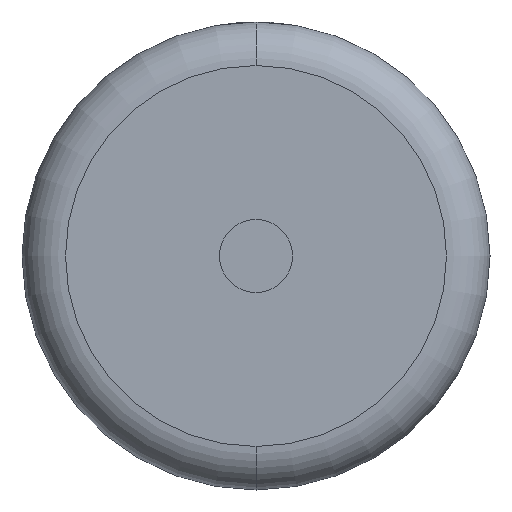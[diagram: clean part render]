
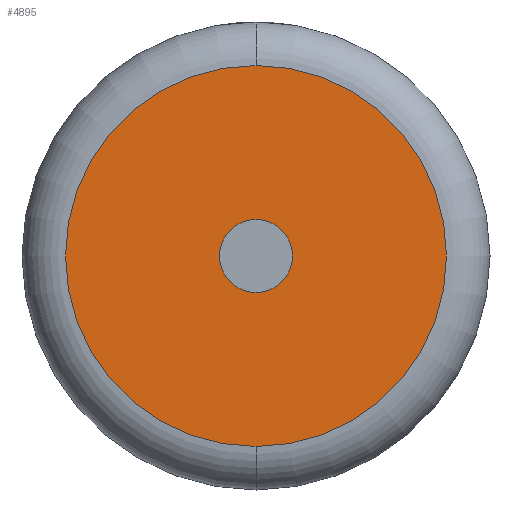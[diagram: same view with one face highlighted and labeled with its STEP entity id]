
A CAD part, front view. The second image highlights one B-rep face of the part: STEP entity #4895.
In plain terms, the highlighted planar face has unit normal (0, -1, 0).
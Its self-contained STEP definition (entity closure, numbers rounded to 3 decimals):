
#15 = CIRCLE ( 'NONE', #2484, 31.339 ) ;
#97 = EDGE_CURVE ( 'NONE', #4355, #2291, #3217, .T. ) ;
#132 = DIRECTION ( 'NONE',  ( 0., 0., 1. ) ) ;
#212 = ORIENTED_EDGE ( 'NONE', *, *, #2964, .F. ) ;
#322 = EDGE_CURVE ( 'NONE', #1705, #1511, #4465, .T. ) ;
#352 = AXIS2_PLACEMENT_3D ( 'NONE', #4431, #2535, #2941 ) ;
#459 = DIRECTION ( 'NONE',  ( 0., -1., 0. ) ) ;
#579 = FACE_BOUND ( 'NONE', #1581, .T. ) ;
#801 = EDGE_LOOP ( 'NONE', ( #4433, #3700 ) ) ;
#963 = CARTESIAN_POINT ( 'NONE',  ( 0., 0., 0. ) ) ;
#1026 = CARTESIAN_POINT ( 'NONE',  ( 0., 0., 0. ) ) ;
#1328 = DIRECTION ( 'NONE',  ( 0., -1., 0. ) ) ;
#1401 = CARTESIAN_POINT ( 'NONE',  ( 0., 0., 6. ) ) ;
#1511 = VERTEX_POINT ( 'NONE', #1638 ) ;
#1581 = EDGE_LOOP ( 'NONE', ( #1850, #212 ) ) ;
#1638 = CARTESIAN_POINT ( 'NONE',  ( 0., 0., 31.339 ) ) ;
#1705 = VERTEX_POINT ( 'NONE', #3597 ) ;
#1850 = ORIENTED_EDGE ( 'NONE', *, *, #97, .F. ) ;
#2126 = EDGE_CURVE ( 'NONE', #1511, #1705, #15, .T. ) ;
#2267 = AXIS2_PLACEMENT_3D ( 'NONE', #1026, #4471, #4834 ) ;
#2291 = VERTEX_POINT ( 'NONE', #4480 ) ;
#2484 = AXIS2_PLACEMENT_3D ( 'NONE', #4747, #1328, #3629 ) ;
#2535 = DIRECTION ( 'NONE',  ( 0., 1., 0. ) ) ;
#2878 = DIRECTION ( 'NONE',  ( 0., -1., 0. ) ) ;
#2941 = DIRECTION ( 'NONE',  ( 0., 0., 1. ) ) ;
#2964 = EDGE_CURVE ( 'NONE', #2291, #4355, #3195, .T. ) ;
#3195 = CIRCLE ( 'NONE', #4702, 6. ) ;
#3217 = CIRCLE ( 'NONE', #2267, 6. ) ;
#3498 = CARTESIAN_POINT ( 'NONE',  ( 0., 0., 0. ) ) ;
#3597 = CARTESIAN_POINT ( 'NONE',  ( 0., 0., -31.339 ) ) ;
#3629 = DIRECTION ( 'NONE',  ( 0., 0., 1. ) ) ;
#3646 = DIRECTION ( 'NONE',  ( 0., 0., 1. ) ) ;
#3700 = ORIENTED_EDGE ( 'NONE', *, *, #322, .T. ) ;
#4032 = PLANE ( 'NONE',  #352 ) ;
#4355 = VERTEX_POINT ( 'NONE', #1401 ) ;
#4425 = FACE_OUTER_BOUND ( 'NONE', #801, .T. ) ;
#4431 = CARTESIAN_POINT ( 'NONE',  ( 0., 0., 0. ) ) ;
#4433 = ORIENTED_EDGE ( 'NONE', *, *, #2126, .T. ) ;
#4465 = CIRCLE ( 'NONE', #4593, 31.339 ) ;
#4471 = DIRECTION ( 'NONE',  ( 0., -1., 0. ) ) ;
#4480 = CARTESIAN_POINT ( 'NONE',  ( 0., 0., -6. ) ) ;
#4593 = AXIS2_PLACEMENT_3D ( 'NONE', #963, #2878, #3646 ) ;
#4702 = AXIS2_PLACEMENT_3D ( 'NONE', #3498, #459, #132 ) ;
#4747 = CARTESIAN_POINT ( 'NONE',  ( 0., 0., 0. ) ) ;
#4834 = DIRECTION ( 'NONE',  ( 0., 0., 1. ) ) ;
#4895 = ADVANCED_FACE ( 'NONE', ( #4425, #579 ), #4032, .F. ) ;
